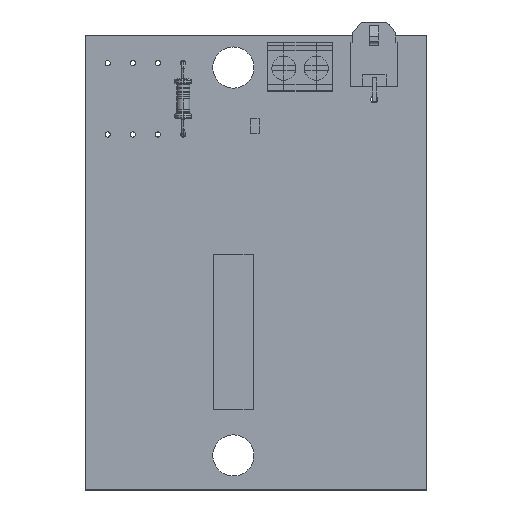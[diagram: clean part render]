
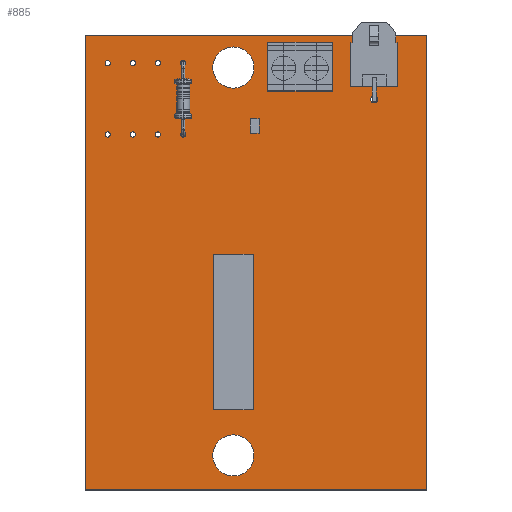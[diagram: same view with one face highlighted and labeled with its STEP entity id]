
A CAD part, top view. The second image highlights one B-rep face of the part: STEP entity #885.
In plain terms, the highlighted planar face has unit normal (0, 0, 1).
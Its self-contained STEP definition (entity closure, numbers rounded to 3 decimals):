
#72 = VERTEX_POINT('',#73);
#73 = CARTESIAN_POINT('',(25.4,56.896,0.639));
#79 = EDGE_CURVE('',#72,#80,#82,.T.);
#80 = VERTEX_POINT('',#81);
#81 = CARTESIAN_POINT('',(25.4,127.,0.639));
#82 = LINE('',#83,#84);
#83 = CARTESIAN_POINT('',(25.4,56.896,0.639));
#84 = VECTOR('',#85,1.);
#85 = DIRECTION('',(0.,1.,0.));
#110 = EDGE_CURVE('',#80,#111,#113,.T.);
#111 = VERTEX_POINT('',#112);
#112 = CARTESIAN_POINT('',(78.105,127.,0.639));
#113 = LINE('',#114,#115);
#114 = CARTESIAN_POINT('',(25.4,127.,0.639));
#115 = VECTOR('',#116,1.);
#116 = DIRECTION('',(1.,0.,0.));
#141 = EDGE_CURVE('',#111,#142,#144,.T.);
#142 = VERTEX_POINT('',#143);
#143 = CARTESIAN_POINT('',(78.105,56.896,0.639));
#144 = LINE('',#145,#146);
#145 = CARTESIAN_POINT('',(78.105,127.,0.639));
#146 = VECTOR('',#147,1.);
#147 = DIRECTION('',(0.,-1.,0.));
#172 = EDGE_CURVE('',#142,#72,#173,.T.);
#173 = LINE('',#174,#175);
#174 = CARTESIAN_POINT('',(78.105,56.896,0.639));
#175 = VECTOR('',#176,1.);
#176 = DIRECTION('',(-1.,0.,0.));
#196 = VERTEX_POINT('',#197);
#197 = CARTESIAN_POINT('',(33.152,111.721,0.639));
#203 = EDGE_CURVE('',#196,#196,#204,.T.);
#204 = CIRCLE('',#205,0.4);
#205 = AXIS2_PLACEMENT_3D('',#206,#207,#208);
#206 = CARTESIAN_POINT('',(32.752,111.721,0.639));
#207 = DIRECTION('',(0.,0.,1.));
#208 = DIRECTION('',(1.,0.,-0.));
#229 = VERTEX_POINT('',#230);
#230 = CARTESIAN_POINT('',(29.271,111.721,0.639));
#236 = EDGE_CURVE('',#229,#229,#237,.T.);
#237 = CIRCLE('',#238,0.4);
#238 = AXIS2_PLACEMENT_3D('',#239,#240,#241);
#239 = CARTESIAN_POINT('',(28.871,111.721,0.639));
#240 = DIRECTION('',(0.,0.,1.));
#241 = DIRECTION('',(1.,0.,-0.));
#262 = VERTEX_POINT('',#263);
#263 = CARTESIAN_POINT('',(40.913,111.721,0.639));
#269 = EDGE_CURVE('',#262,#262,#270,.T.);
#270 = CIRCLE('',#271,0.4);
#271 = AXIS2_PLACEMENT_3D('',#272,#273,#274);
#272 = CARTESIAN_POINT('',(40.513,111.721,0.639));
#273 = DIRECTION('',(0.,0.,1.));
#274 = DIRECTION('',(1.,0.,-0.));
#295 = VERTEX_POINT('',#296);
#296 = CARTESIAN_POINT('',(37.032,111.721,0.639));
#302 = EDGE_CURVE('',#295,#295,#303,.T.);
#303 = CIRCLE('',#304,0.4);
#304 = AXIS2_PLACEMENT_3D('',#305,#306,#307);
#305 = CARTESIAN_POINT('',(36.632,111.721,0.639));
#306 = DIRECTION('',(0.,0.,1.));
#307 = DIRECTION('',(1.,0.,-0.));
#328 = VERTEX_POINT('',#329);
#329 = CARTESIAN_POINT('',(33.152,122.721,0.639));
#335 = EDGE_CURVE('',#328,#328,#336,.T.);
#336 = CIRCLE('',#337,0.4);
#337 = AXIS2_PLACEMENT_3D('',#338,#339,#340);
#338 = CARTESIAN_POINT('',(32.752,122.721,0.639));
#339 = DIRECTION('',(0.,0.,1.));
#340 = DIRECTION('',(1.,0.,-0.));
#361 = VERTEX_POINT('',#362);
#362 = CARTESIAN_POINT('',(29.271,122.721,0.639));
#368 = EDGE_CURVE('',#361,#361,#369,.T.);
#369 = CIRCLE('',#370,0.4);
#370 = AXIS2_PLACEMENT_3D('',#371,#372,#373);
#371 = CARTESIAN_POINT('',(28.871,122.721,0.639));
#372 = DIRECTION('',(0.,0.,1.));
#373 = DIRECTION('',(1.,0.,-0.));
#394 = VERTEX_POINT('',#395);
#395 = CARTESIAN_POINT('',(37.032,122.721,0.639));
#401 = EDGE_CURVE('',#394,#394,#402,.T.);
#402 = CIRCLE('',#403,0.4);
#403 = AXIS2_PLACEMENT_3D('',#404,#405,#406);
#404 = CARTESIAN_POINT('',(36.632,122.721,0.639));
#405 = DIRECTION('',(0.,0.,1.));
#406 = DIRECTION('',(1.,0.,-0.));
#427 = VERTEX_POINT('',#428);
#428 = CARTESIAN_POINT('',(40.913,122.721,0.639));
#434 = EDGE_CURVE('',#427,#427,#435,.T.);
#435 = CIRCLE('',#436,0.4);
#436 = AXIS2_PLACEMENT_3D('',#437,#438,#439);
#437 = CARTESIAN_POINT('',(40.513,122.721,0.639));
#438 = DIRECTION('',(0.,0.,1.));
#439 = DIRECTION('',(1.,0.,-0.));
#460 = VERTEX_POINT('',#461);
#461 = CARTESIAN_POINT('',(51.435,122.047,0.639));
#467 = EDGE_CURVE('',#460,#460,#468,.T.);
#468 = CIRCLE('',#469,3.175);
#469 = AXIS2_PLACEMENT_3D('',#470,#471,#472);
#470 = CARTESIAN_POINT('',(48.26,122.047,0.639));
#471 = DIRECTION('',(0.,0.,1.));
#472 = DIRECTION('',(1.,0.,-0.));
#493 = VERTEX_POINT('',#494);
#494 = CARTESIAN_POINT('',(47.445,71.749,0.639));
#500 = EDGE_CURVE('',#493,#493,#501,.T.);
#501 = CIRCLE('',#502,0.455);
#502 = AXIS2_PLACEMENT_3D('',#503,#504,#505);
#503 = CARTESIAN_POINT('',(46.99,71.749,0.639));
#504 = DIRECTION('',(0.,0.,1.));
#505 = DIRECTION('',(1.,0.,-0.));
#526 = VERTEX_POINT('',#527);
#527 = CARTESIAN_POINT('',(47.445,90.749,0.639));
#533 = EDGE_CURVE('',#526,#526,#534,.T.);
#534 = CIRCLE('',#535,0.455);
#535 = AXIS2_PLACEMENT_3D('',#536,#537,#538);
#536 = CARTESIAN_POINT('',(46.99,90.749,0.639));
#537 = DIRECTION('',(0.,0.,1.));
#538 = DIRECTION('',(1.,0.,-0.));
#559 = VERTEX_POINT('',#560);
#560 = CARTESIAN_POINT('',(51.435,62.23,0.639));
#566 = EDGE_CURVE('',#559,#559,#567,.T.);
#567 = CIRCLE('',#568,3.175);
#568 = AXIS2_PLACEMENT_3D('',#569,#570,#571);
#569 = CARTESIAN_POINT('',(48.26,62.23,0.639));
#570 = DIRECTION('',(0.,0.,1.));
#571 = DIRECTION('',(1.,0.,-0.));
#592 = VERTEX_POINT('',#593);
#593 = CARTESIAN_POINT('',(49.985,90.749,0.639));
#599 = EDGE_CURVE('',#592,#592,#600,.T.);
#600 = CIRCLE('',#601,0.455);
#601 = AXIS2_PLACEMENT_3D('',#602,#603,#604);
#602 = CARTESIAN_POINT('',(49.53,90.749,0.639));
#603 = DIRECTION('',(0.,0.,1.));
#604 = DIRECTION('',(1.,0.,-0.));
#625 = VERTEX_POINT('',#626);
#626 = CARTESIAN_POINT('',(49.985,71.749,0.639));
#632 = EDGE_CURVE('',#625,#625,#633,.T.);
#633 = CIRCLE('',#634,0.455);
#634 = AXIS2_PLACEMENT_3D('',#635,#636,#637);
#635 = CARTESIAN_POINT('',(49.53,71.749,0.639));
#636 = DIRECTION('',(0.,0.,1.));
#637 = DIRECTION('',(1.,0.,-0.));
#658 = VERTEX_POINT('',#659);
#659 = CARTESIAN_POINT('',(61.697,121.924,0.639));
#665 = EDGE_CURVE('',#658,#658,#666,.T.);
#666 = CIRCLE('',#667,0.65);
#667 = AXIS2_PLACEMENT_3D('',#668,#669,#670);
#668 = CARTESIAN_POINT('',(61.047,121.924,0.639));
#669 = DIRECTION('',(0.,0.,1.));
#670 = DIRECTION('',(1.,0.,-0.));
#691 = VERTEX_POINT('',#692);
#692 = CARTESIAN_POINT('',(56.697,121.924,0.639));
#698 = EDGE_CURVE('',#691,#691,#699,.T.);
#699 = CIRCLE('',#700,0.65);
#700 = AXIS2_PLACEMENT_3D('',#701,#702,#703);
#701 = CARTESIAN_POINT('',(56.047,121.924,0.639));
#702 = DIRECTION('',(0.,0.,1.));
#703 = DIRECTION('',(1.,0.,-0.));
#724 = VERTEX_POINT('',#725);
#725 = CARTESIAN_POINT('',(70.512,117.14,0.639));
#731 = EDGE_CURVE('',#724,#724,#732,.T.);
#732 = CIRCLE('',#733,0.535);
#733 = AXIS2_PLACEMENT_3D('',#734,#735,#736);
#734 = CARTESIAN_POINT('',(69.977,117.14,0.639));
#735 = DIRECTION('',(0.,0.,1.));
#736 = DIRECTION('',(1.,0.,-0.));
#757 = VERTEX_POINT('',#758);
#758 = CARTESIAN_POINT('',(71.502,124.46,0.639));
#764 = EDGE_CURVE('',#757,#757,#765,.T.);
#765 = CIRCLE('',#766,1.525);
#766 = AXIS2_PLACEMENT_3D('',#767,#768,#769);
#767 = CARTESIAN_POINT('',(69.977,124.46,0.639));
#768 = DIRECTION('',(0.,0.,1.));
#769 = DIRECTION('',(1.,0.,-0.));
#790 = VERTEX_POINT('',#791);
#791 = CARTESIAN_POINT('',(70.512,120.14,0.639));
#797 = EDGE_CURVE('',#790,#790,#798,.T.);
#798 = CIRCLE('',#799,0.535);
#799 = AXIS2_PLACEMENT_3D('',#800,#801,#802);
#800 = CARTESIAN_POINT('',(69.977,120.14,0.639));
#801 = DIRECTION('',(0.,0.,1.));
#802 = DIRECTION('',(1.,0.,-0.));
#885 = ADVANCED_FACE('',(#886,#892,#895,#898,#901,#904,#907,#910,#913,
    #916,#919,#922,#925,#928,#931,#934,#937,#940,#943,#946),#949,.F.);
#886 = FACE_BOUND('',#887,.F.);
#887 = EDGE_LOOP('',(#888,#889,#890,#891));
#888 = ORIENTED_EDGE('',*,*,#79,.T.);
#889 = ORIENTED_EDGE('',*,*,#110,.T.);
#890 = ORIENTED_EDGE('',*,*,#141,.T.);
#891 = ORIENTED_EDGE('',*,*,#172,.T.);
#892 = FACE_BOUND('',#893,.F.);
#893 = EDGE_LOOP('',(#894));
#894 = ORIENTED_EDGE('',*,*,#203,.T.);
#895 = FACE_BOUND('',#896,.F.);
#896 = EDGE_LOOP('',(#897));
#897 = ORIENTED_EDGE('',*,*,#236,.T.);
#898 = FACE_BOUND('',#899,.F.);
#899 = EDGE_LOOP('',(#900));
#900 = ORIENTED_EDGE('',*,*,#269,.T.);
#901 = FACE_BOUND('',#902,.F.);
#902 = EDGE_LOOP('',(#903));
#903 = ORIENTED_EDGE('',*,*,#302,.T.);
#904 = FACE_BOUND('',#905,.F.);
#905 = EDGE_LOOP('',(#906));
#906 = ORIENTED_EDGE('',*,*,#335,.T.);
#907 = FACE_BOUND('',#908,.F.);
#908 = EDGE_LOOP('',(#909));
#909 = ORIENTED_EDGE('',*,*,#368,.T.);
#910 = FACE_BOUND('',#911,.F.);
#911 = EDGE_LOOP('',(#912));
#912 = ORIENTED_EDGE('',*,*,#401,.T.);
#913 = FACE_BOUND('',#914,.F.);
#914 = EDGE_LOOP('',(#915));
#915 = ORIENTED_EDGE('',*,*,#434,.T.);
#916 = FACE_BOUND('',#917,.F.);
#917 = EDGE_LOOP('',(#918));
#918 = ORIENTED_EDGE('',*,*,#467,.T.);
#919 = FACE_BOUND('',#920,.F.);
#920 = EDGE_LOOP('',(#921));
#921 = ORIENTED_EDGE('',*,*,#500,.T.);
#922 = FACE_BOUND('',#923,.F.);
#923 = EDGE_LOOP('',(#924));
#924 = ORIENTED_EDGE('',*,*,#533,.T.);
#925 = FACE_BOUND('',#926,.F.);
#926 = EDGE_LOOP('',(#927));
#927 = ORIENTED_EDGE('',*,*,#566,.T.);
#928 = FACE_BOUND('',#929,.F.);
#929 = EDGE_LOOP('',(#930));
#930 = ORIENTED_EDGE('',*,*,#599,.T.);
#931 = FACE_BOUND('',#932,.F.);
#932 = EDGE_LOOP('',(#933));
#933 = ORIENTED_EDGE('',*,*,#632,.T.);
#934 = FACE_BOUND('',#935,.F.);
#935 = EDGE_LOOP('',(#936));
#936 = ORIENTED_EDGE('',*,*,#665,.T.);
#937 = FACE_BOUND('',#938,.F.);
#938 = EDGE_LOOP('',(#939));
#939 = ORIENTED_EDGE('',*,*,#698,.T.);
#940 = FACE_BOUND('',#941,.F.);
#941 = EDGE_LOOP('',(#942));
#942 = ORIENTED_EDGE('',*,*,#731,.T.);
#943 = FACE_BOUND('',#944,.F.);
#944 = EDGE_LOOP('',(#945));
#945 = ORIENTED_EDGE('',*,*,#764,.T.);
#946 = FACE_BOUND('',#947,.F.);
#947 = EDGE_LOOP('',(#948));
#948 = ORIENTED_EDGE('',*,*,#797,.T.);
#949 = PLANE('',#950);
#950 = AXIS2_PLACEMENT_3D('',#951,#952,#953);
#951 = CARTESIAN_POINT('',(51.753,91.948,0.639));
#952 = DIRECTION('',(-0.,-0.,-1.));
#953 = DIRECTION('',(-1.,0.,0.));
